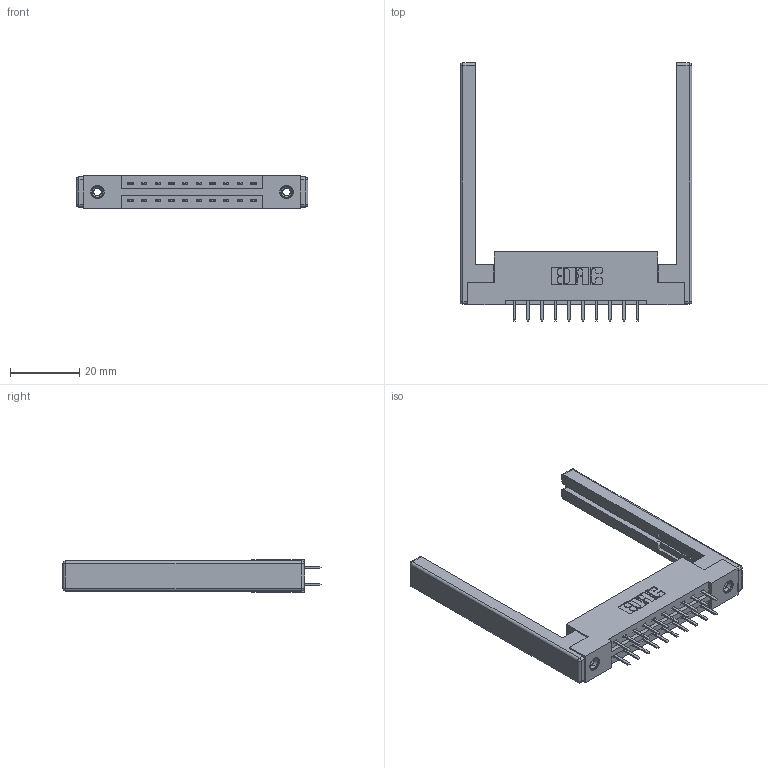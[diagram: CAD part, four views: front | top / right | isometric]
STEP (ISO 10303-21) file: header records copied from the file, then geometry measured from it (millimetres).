
FILE_DESCRIPTION (( 'STEP AP203' ), '1' );
FILE_NAME ('387-020-520-268.STEP', '2019-10-16T02:35:30', ( '' ), ( '' ), 'SwSTEP 2.0', 'SolidWorks 2016', '' );
FILE_SCHEMA (( 'CONFIG_CONTROL_DESIGN' ));
Length unit declared in the file: inch
Products named in the file (5): 345-250-001_345-250-001-102; 337 Part_Flush Mounting Lugs - 0.156 Dia-TI; 387-020-520-268; 307-220-068; 345-292-001_345-293-120
Assembly tree (25 placements, depth 2):
  387-020-520-268
    337 Part_Flush Mounting Lugs - 0.156 Dia-TI
    345-292-001_345-293-120  x20
    345-250-001_345-250-001-102  x2
    307-220-068  x2
Bounding box: 67.06 x 74.76 x 9.4 mm (x, y, z)
Volume: 11016.9 mm3; surface area: 11196.1 mm2
Topology: 25 solids, 25 shells, 1428 faces, 4081 edges, 2646 vertices
Faces by surface type: plane 958, cylinder 446, cone 12, sphere 8, torus 4
Entity records: 14766 total; most frequent: CARTESIAN_POINT 2491, ORIENTED_EDGE 2404, DIRECTION 2236, EDGE_CURVE 1202, VECTOR 1020, LINE 1020, VERTEX_POINT 790, AXIS2_PLACEMENT_3D 608
